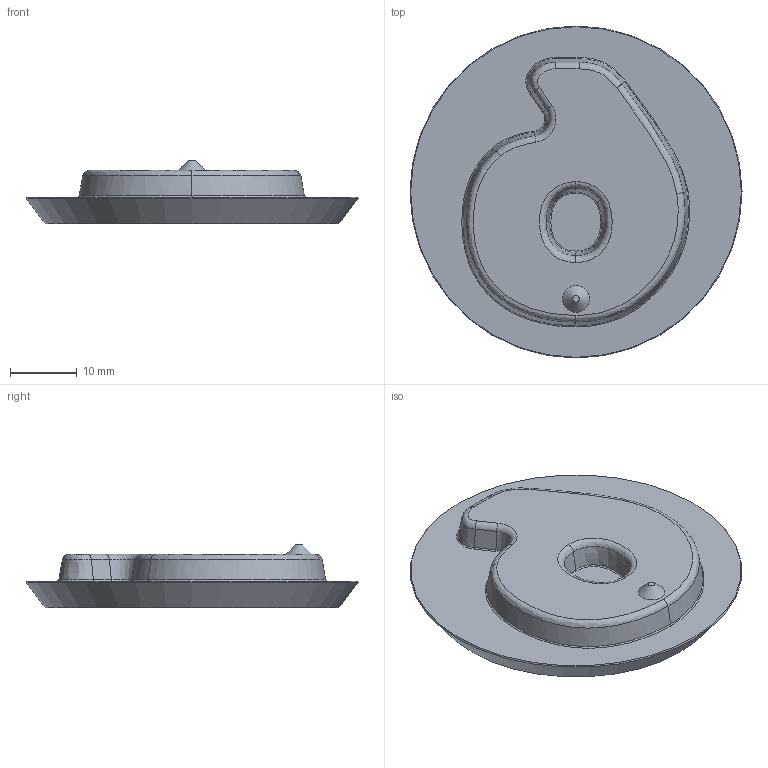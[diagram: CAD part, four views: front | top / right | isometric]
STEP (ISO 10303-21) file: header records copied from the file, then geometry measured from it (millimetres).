
FILE_DESCRIPTION(/* description */ (''),/* implementation_level */ '2;1');
FILE_NAME(/* name */ 'INSERT N9.step',/* time_stamp */ '2024-06-30T18:00:38+02:00',/* author */ (''),/* organization */ (''),/* preprocessor_version */ 'ST-DEVELOPER v20',/* originating_system */ 'Autodesk Translation Framework v13.14.0.145',/* authorisation */ '');
FILE_SCHEMA (('AUTOMOTIVE_DESIGN { 1 0 10303 214 3 1 1 }'));
Length unit declared in the file: millimetre
Products named in the file (1): INSERTI NUMERATI
Bounding box: 49.7 x 49.7 x 9.5 mm (x, y, z)
Volume: 10429.6 mm3; surface area: 4628.3 mm2
Topology: 1 solids, 1 shells, 41 faces, 86 edges, 50 vertices
Faces by surface type: bspline 24, plane 7, cylinder 4, cone 4, torus 2
Entity records: 2330 total; most frequent: CARTESIAN_POINT 1543, ORIENTED_EDGE 172, DIRECTION 117, EDGE_CURVE 86, VERTEX_POINT 50, AXIS2_PLACEMENT_3D 48, EDGE_LOOP 44, FACE_OUTER_BOUND 41
